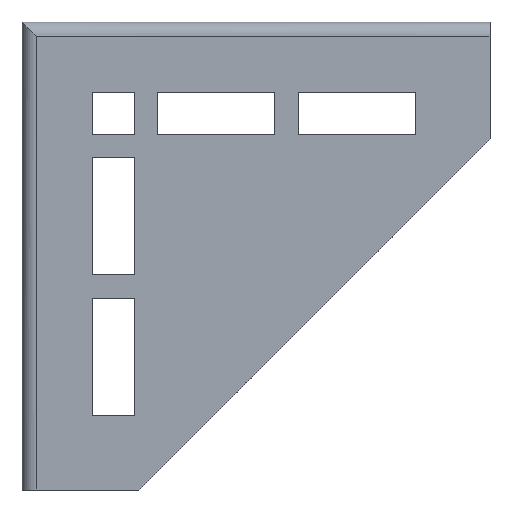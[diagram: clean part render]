
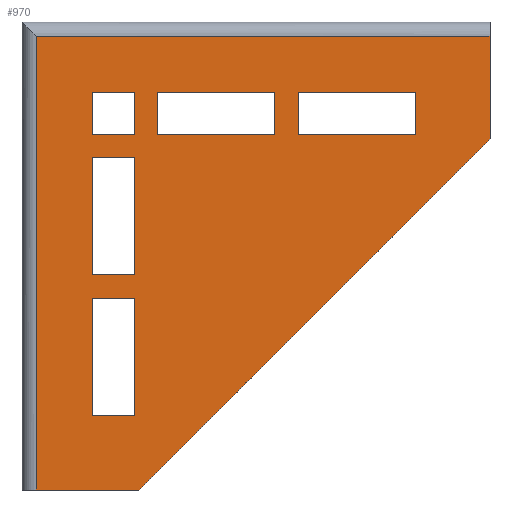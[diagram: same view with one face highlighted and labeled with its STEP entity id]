
A CAD part, front view. The second image highlights one B-rep face of the part: STEP entity #970.
In plain terms, the highlighted planar face has unit normal (0, -1, 0).
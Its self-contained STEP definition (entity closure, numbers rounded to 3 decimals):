
#2=DIRECTION('',(-1.,0.,0.));
#3=VECTOR('',#2,97.);
#4=CARTESIAN_POINT('',(100.,0.,-3.));
#5=LINE('',#4,#3);
#6=DIRECTION('',(0.,0.,-1.));
#7=VECTOR('',#6,22.);
#8=CARTESIAN_POINT('',(100.,0.,-3.));
#9=LINE('',#8,#7);
#10=DIRECTION('',(-0.707,0.,-0.707));
#11=VECTOR('',#10,106.066);
#12=CARTESIAN_POINT('',(100.,0.,-25.));
#13=LINE('',#12,#11);
#14=DIRECTION('',(-1.,0.,0.));
#15=VECTOR('',#14,22.);
#16=CARTESIAN_POINT('',(25.,0.,-100.));
#17=LINE('',#16,#15);
#18=DIRECTION('',(0.,0.,-1.));
#19=VECTOR('',#18,97.);
#20=CARTESIAN_POINT('',(3.,0.,-3.));
#21=LINE('',#20,#19);
#22=DIRECTION('',(-1.,0.,0.));
#23=VECTOR('',#22,25.);
#24=CARTESIAN_POINT('',(84.,0.,-24.));
#25=LINE('',#24,#23);
#26=DIRECTION('',(0.,0.,-1.));
#27=VECTOR('',#26,9.);
#28=CARTESIAN_POINT('',(84.,0.,-15.));
#29=LINE('',#28,#27);
#30=DIRECTION('',(1.,0.,0.));
#31=VECTOR('',#30,25.);
#32=CARTESIAN_POINT('',(59.,0.,-15.));
#33=LINE('',#32,#31);
#34=DIRECTION('',(0.,0.,1.));
#35=VECTOR('',#34,9.);
#36=CARTESIAN_POINT('',(59.,0.,-24.));
#37=LINE('',#36,#35);
#38=DIRECTION('',(-1.,0.,0.));
#39=VECTOR('',#38,25.);
#40=CARTESIAN_POINT('',(54.,0.,-24.));
#41=LINE('',#40,#39);
#42=DIRECTION('',(0.,0.,-1.));
#43=VECTOR('',#42,9.);
#44=CARTESIAN_POINT('',(54.,0.,-15.));
#45=LINE('',#44,#43);
#46=DIRECTION('',(1.,0.,0.));
#47=VECTOR('',#46,25.);
#48=CARTESIAN_POINT('',(29.,0.,-15.));
#49=LINE('',#48,#47);
#50=DIRECTION('',(0.,0.,1.));
#51=VECTOR('',#50,9.);
#52=CARTESIAN_POINT('',(29.,0.,-24.));
#53=LINE('',#52,#51);
#54=DIRECTION('',(0.,0.,1.));
#55=VECTOR('',#54,9.);
#56=CARTESIAN_POINT('',(15.,0.,-24.));
#57=LINE('',#56,#55);
#58=DIRECTION('',(-1.,0.,0.));
#59=VECTOR('',#58,9.);
#60=CARTESIAN_POINT('',(24.,0.,-24.));
#61=LINE('',#60,#59);
#62=DIRECTION('',(0.,0.,-1.));
#63=VECTOR('',#62,9.);
#64=CARTESIAN_POINT('',(24.,0.,-15.));
#65=LINE('',#64,#63);
#66=DIRECTION('',(1.,0.,0.));
#67=VECTOR('',#66,9.);
#68=CARTESIAN_POINT('',(15.,0.,-15.));
#69=LINE('',#68,#67);
#70=DIRECTION('',(0.,0.,1.));
#71=VECTOR('',#70,25.);
#72=CARTESIAN_POINT('',(24.,0.,-84.));
#73=LINE('',#72,#71);
#74=DIRECTION('',(-1.,0.,0.));
#75=VECTOR('',#74,9.);
#76=CARTESIAN_POINT('',(24.,0.,-59.));
#77=LINE('',#76,#75);
#78=DIRECTION('',(0.,0.,-1.));
#79=VECTOR('',#78,25.);
#80=CARTESIAN_POINT('',(15.,0.,-59.));
#81=LINE('',#80,#79);
#82=DIRECTION('',(1.,0.,0.));
#83=VECTOR('',#82,9.);
#84=CARTESIAN_POINT('',(15.,0.,-84.));
#85=LINE('',#84,#83);
#86=DIRECTION('',(0.,0.,1.));
#87=VECTOR('',#86,25.);
#88=CARTESIAN_POINT('',(24.,0.,-54.));
#89=LINE('',#88,#87);
#90=DIRECTION('',(-1.,0.,0.));
#91=VECTOR('',#90,9.);
#92=CARTESIAN_POINT('',(24.,0.,-29.));
#93=LINE('',#92,#91);
#94=DIRECTION('',(0.,0.,-1.));
#95=VECTOR('',#94,25.);
#96=CARTESIAN_POINT('',(15.,0.,-29.));
#97=LINE('',#96,#95);
#98=DIRECTION('',(1.,0.,0.));
#99=VECTOR('',#98,9.);
#100=CARTESIAN_POINT('',(15.,0.,-54.));
#101=LINE('',#100,#99);
#685=CARTESIAN_POINT('',(100.,0.,-25.));
#686=CARTESIAN_POINT('',(25.,0.,-100.));
#687=VERTEX_POINT('',#685);
#688=VERTEX_POINT('',#686);
#696=CARTESIAN_POINT('',(100.,0.,-3.));
#698=VERTEX_POINT('',#696);
#699=CARTESIAN_POINT('',(3.,0.,-3.));
#700=VERTEX_POINT('',#699);
#703=CARTESIAN_POINT('',(3.,0.,-100.));
#705=VERTEX_POINT('',#703);
#727=CARTESIAN_POINT('',(84.,0.,-24.));
#728=CARTESIAN_POINT('',(59.,0.,-24.));
#729=VERTEX_POINT('',#727);
#730=VERTEX_POINT('',#728);
#731=CARTESIAN_POINT('',(59.,0.,-15.));
#732=VERTEX_POINT('',#731);
#733=CARTESIAN_POINT('',(84.,0.,-15.));
#734=VERTEX_POINT('',#733);
#743=CARTESIAN_POINT('',(54.,0.,-24.));
#744=CARTESIAN_POINT('',(29.,0.,-24.));
#745=VERTEX_POINT('',#743);
#746=VERTEX_POINT('',#744);
#747=CARTESIAN_POINT('',(29.,0.,-15.));
#748=VERTEX_POINT('',#747);
#749=CARTESIAN_POINT('',(54.,0.,-15.));
#750=VERTEX_POINT('',#749);
#759=CARTESIAN_POINT('',(15.,0.,-24.));
#760=CARTESIAN_POINT('',(15.,0.,-15.));
#761=VERTEX_POINT('',#759);
#762=VERTEX_POINT('',#760);
#763=CARTESIAN_POINT('',(24.,0.,-15.));
#764=VERTEX_POINT('',#763);
#765=CARTESIAN_POINT('',(24.,0.,-24.));
#766=VERTEX_POINT('',#765);
#775=CARTESIAN_POINT('',(24.,0.,-84.));
#776=CARTESIAN_POINT('',(24.,0.,-59.));
#777=VERTEX_POINT('',#775);
#778=VERTEX_POINT('',#776);
#779=CARTESIAN_POINT('',(15.,0.,-59.));
#780=VERTEX_POINT('',#779);
#781=CARTESIAN_POINT('',(15.,0.,-84.));
#782=VERTEX_POINT('',#781);
#791=CARTESIAN_POINT('',(24.,0.,-54.));
#792=CARTESIAN_POINT('',(24.,0.,-29.));
#793=VERTEX_POINT('',#791);
#794=VERTEX_POINT('',#792);
#795=CARTESIAN_POINT('',(15.,0.,-29.));
#796=VERTEX_POINT('',#795);
#797=CARTESIAN_POINT('',(15.,0.,-54.));
#798=VERTEX_POINT('',#797);
#903=CARTESIAN_POINT('',(0.,0.,0.));
#904=DIRECTION('',(0.,1.,0.));
#905=DIRECTION('',(1.,0.,0.));
#906=AXIS2_PLACEMENT_3D('',#903,#904,#905);
#907=PLANE('',#906);
#909=ORIENTED_EDGE('',*,*,#908,.F.);
#911=ORIENTED_EDGE('',*,*,#910,.T.);
#913=ORIENTED_EDGE('',*,*,#912,.T.);
#915=ORIENTED_EDGE('',*,*,#914,.T.);
#917=ORIENTED_EDGE('',*,*,#916,.F.);
#918=EDGE_LOOP('',(#909,#911,#913,#915,#917));
#919=FACE_OUTER_BOUND('',#918,.F.);
#921=ORIENTED_EDGE('',*,*,#920,.F.);
#923=ORIENTED_EDGE('',*,*,#922,.F.);
#925=ORIENTED_EDGE('',*,*,#924,.F.);
#927=ORIENTED_EDGE('',*,*,#926,.F.);
#928=EDGE_LOOP('',(#921,#923,#925,#927));
#929=FACE_BOUND('',#928,.F.);
#931=ORIENTED_EDGE('',*,*,#930,.F.);
#933=ORIENTED_EDGE('',*,*,#932,.F.);
#935=ORIENTED_EDGE('',*,*,#934,.F.);
#937=ORIENTED_EDGE('',*,*,#936,.F.);
#938=EDGE_LOOP('',(#931,#933,#935,#937));
#939=FACE_BOUND('',#938,.F.);
#941=ORIENTED_EDGE('',*,*,#940,.F.);
#943=ORIENTED_EDGE('',*,*,#942,.F.);
#945=ORIENTED_EDGE('',*,*,#944,.F.);
#947=ORIENTED_EDGE('',*,*,#946,.F.);
#948=EDGE_LOOP('',(#941,#943,#945,#947));
#949=FACE_BOUND('',#948,.F.);
#951=ORIENTED_EDGE('',*,*,#950,.T.);
#953=ORIENTED_EDGE('',*,*,#952,.T.);
#955=ORIENTED_EDGE('',*,*,#954,.T.);
#957=ORIENTED_EDGE('',*,*,#956,.T.);
#958=EDGE_LOOP('',(#951,#953,#955,#957));
#959=FACE_BOUND('',#958,.F.);
#961=ORIENTED_EDGE('',*,*,#960,.T.);
#963=ORIENTED_EDGE('',*,*,#962,.T.);
#965=ORIENTED_EDGE('',*,*,#964,.T.);
#967=ORIENTED_EDGE('',*,*,#966,.T.);
#968=EDGE_LOOP('',(#961,#963,#965,#967));
#969=FACE_BOUND('',#968,.F.);
#970=ADVANCED_FACE('',(#919,#929,#939,#949,#959,#969),#907,.F.);
#908=EDGE_CURVE('',#698,#700,#5,.T.);
#910=EDGE_CURVE('',#698,#687,#9,.T.);
#912=EDGE_CURVE('',#687,#688,#13,.T.);
#914=EDGE_CURVE('',#688,#705,#17,.T.);
#916=EDGE_CURVE('',#700,#705,#21,.T.);
#920=EDGE_CURVE('',#729,#730,#25,.T.);
#922=EDGE_CURVE('',#734,#729,#29,.T.);
#924=EDGE_CURVE('',#732,#734,#33,.T.);
#926=EDGE_CURVE('',#730,#732,#37,.T.);
#930=EDGE_CURVE('',#745,#746,#41,.T.);
#932=EDGE_CURVE('',#750,#745,#45,.T.);
#934=EDGE_CURVE('',#748,#750,#49,.T.);
#936=EDGE_CURVE('',#746,#748,#53,.T.);
#940=EDGE_CURVE('',#761,#762,#57,.T.);
#942=EDGE_CURVE('',#766,#761,#61,.T.);
#944=EDGE_CURVE('',#764,#766,#65,.T.);
#946=EDGE_CURVE('',#762,#764,#69,.T.);
#950=EDGE_CURVE('',#777,#778,#73,.T.);
#952=EDGE_CURVE('',#778,#780,#77,.T.);
#954=EDGE_CURVE('',#780,#782,#81,.T.);
#956=EDGE_CURVE('',#782,#777,#85,.T.);
#960=EDGE_CURVE('',#793,#794,#89,.T.);
#962=EDGE_CURVE('',#794,#796,#93,.T.);
#964=EDGE_CURVE('',#796,#798,#97,.T.);
#966=EDGE_CURVE('',#798,#793,#101,.T.);
